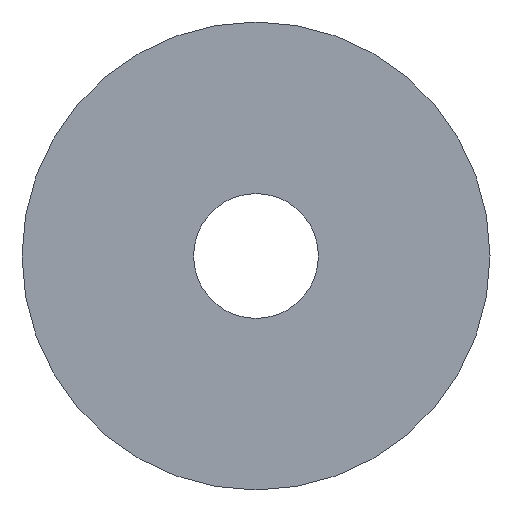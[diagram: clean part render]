
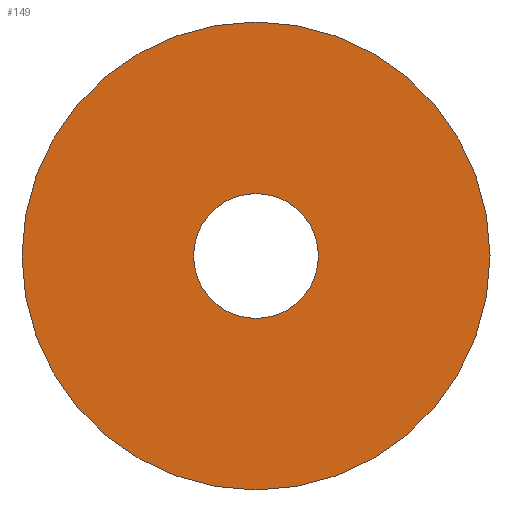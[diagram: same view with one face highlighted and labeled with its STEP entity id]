
A CAD part, front view. The second image highlights one B-rep face of the part: STEP entity #149.
In plain terms, the highlighted planar face has unit normal (0, -1, 0).
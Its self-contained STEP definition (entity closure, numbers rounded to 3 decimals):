
#2 = AXIS2_PLACEMENT_3D ( 'NONE', #398, #389, #388 ) ;
#30 = AXIS2_PLACEMENT_3D ( 'NONE', #276, #272, #271 ) ;
#35 = CIRCLE ( 'NONE', #30, 7.5 ) ;
#36 = AXIS2_PLACEMENT_3D ( 'NONE', #284, #283, #282 ) ;
#39 = CIRCLE ( 'NONE', #36, 2. ) ;
#54 = AXIS2_PLACEMENT_3D ( 'NONE', #329, #328, #325 ) ;
#56 = CIRCLE ( 'NONE', #54, 2. ) ;
#61 = AXIS2_PLACEMENT_3D ( 'NONE', #353, #352, #351 ) ;
#70 = CIRCLE ( 'NONE', #61, 7.5 ) ;
#77 = ORIENTED_EDGE ( 'NONE', *, *, #175, .T. ) ;
#78 = ORIENTED_EDGE ( 'NONE', *, *, #173, .F. ) ;
#79 = ORIENTED_EDGE ( 'NONE', *, *, #157, .T. ) ;
#87 = EDGE_LOOP ( 'NONE', ( #78, #372 ) ) ;
#98 = VERTEX_POINT ( 'NONE', #126 ) ;
#106 = VERTEX_POINT ( 'NONE', #211 ) ;
#108 = VERTEX_POINT ( 'NONE', #213 ) ;
#111 = VERTEX_POINT ( 'NONE', #210 ) ;
#121 = EDGE_LOOP ( 'NONE', ( #77, #79 ) ) ;
#126 = CARTESIAN_POINT ( 'NONE',  ( 319.333, 28.903, 11.377 ) ) ;
#149 = ADVANCED_FACE ( 'NONE', ( #392, #402 ), #391, .T. ) ;
#157 = EDGE_CURVE ( 'NONE', #108, #98, #70, .T. ) ;
#163 = EDGE_CURVE ( 'NONE', #106, #111, #56, .T. ) ;
#173 = EDGE_CURVE ( 'NONE', #111, #106, #39, .T. ) ;
#175 = EDGE_CURVE ( 'NONE', #98, #108, #35, .T. ) ;
#210 = CARTESIAN_POINT ( 'NONE',  ( 328.833, 28.903, 11.377 ) ) ;
#211 = CARTESIAN_POINT ( 'NONE',  ( 324.833, 28.903, 11.377 ) ) ;
#213 = CARTESIAN_POINT ( 'NONE',  ( 334.333, 28.903, 11.377 ) ) ;
#271 = DIRECTION ( 'NONE',  ( 1., 0., 0. ) ) ;
#272 = DIRECTION ( 'NONE',  ( 0., -1., 0. ) ) ;
#276 = CARTESIAN_POINT ( 'NONE',  ( 326.833, 28.903, 11.377 ) ) ;
#282 = DIRECTION ( 'NONE',  ( 1., 0., 0. ) ) ;
#283 = DIRECTION ( 'NONE',  ( 0., -1., 0. ) ) ;
#284 = CARTESIAN_POINT ( 'NONE',  ( 326.833, 28.903, 11.377 ) ) ;
#325 = DIRECTION ( 'NONE',  ( 1., 0., 0. ) ) ;
#328 = DIRECTION ( 'NONE',  ( 0., -1., 0. ) ) ;
#329 = CARTESIAN_POINT ( 'NONE',  ( 326.833, 28.903, 11.377 ) ) ;
#351 = DIRECTION ( 'NONE',  ( 1., 0., 0. ) ) ;
#352 = DIRECTION ( 'NONE',  ( 0., -1., 0. ) ) ;
#353 = CARTESIAN_POINT ( 'NONE',  ( 326.833, 28.903, 11.377 ) ) ;
#372 = ORIENTED_EDGE ( 'NONE', *, *, #163, .F. ) ;
#388 = DIRECTION ( 'NONE',  ( 1., 0., 0. ) ) ;
#389 = DIRECTION ( 'NONE',  ( 0., -1., 0. ) ) ;
#391 = PLANE ( 'NONE',  #2 ) ;
#392 = FACE_OUTER_BOUND ( 'NONE', #121, .T. ) ;
#398 = CARTESIAN_POINT ( 'NONE',  ( 326.833, 28.903, 11.377 ) ) ;
#402 = FACE_BOUND ( 'NONE', #87, .T. ) ;
